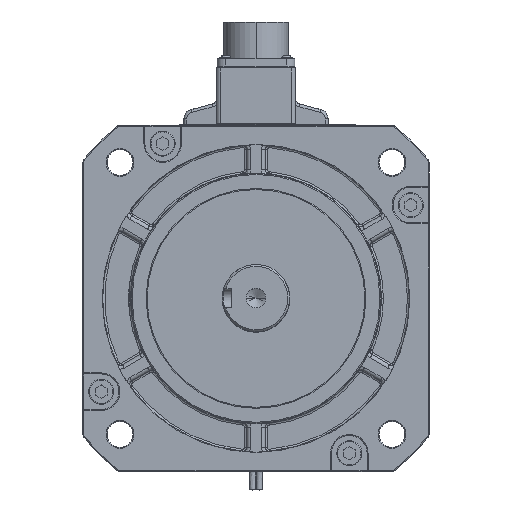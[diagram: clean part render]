
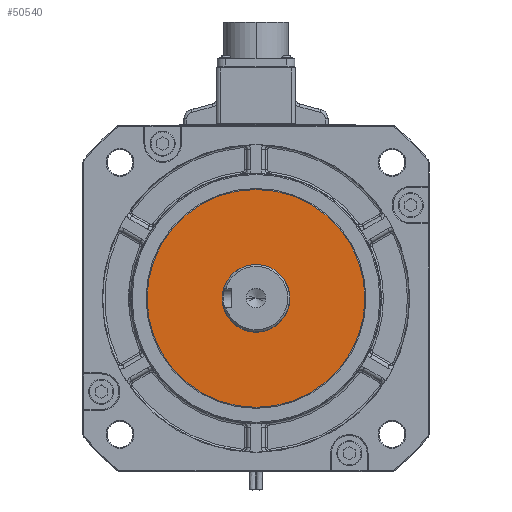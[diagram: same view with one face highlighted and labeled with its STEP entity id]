
A CAD part, top view. The second image highlights one B-rep face of the part: STEP entity #50540.
In plain terms, the highlighted planar face has unit normal (0, 0, 1).
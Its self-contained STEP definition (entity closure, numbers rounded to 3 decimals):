
#44 = CARTESIAN_POINT ( 'NONE',  ( 17.6, 0., 67.7 ) ) ;
#3277 = DIRECTION ( 'NONE',  ( 0., 0., 1. ) ) ;
#5731 = AXIS2_PLACEMENT_3D ( 'NONE', #101066, #45586, #61850 ) ;
#8735 = CARTESIAN_POINT ( 'NONE',  ( 56.65, 0., 67.7 ) ) ;
#14809 = PLANE ( 'NONE',  #97793 ) ;
#15210 = FACE_OUTER_BOUND ( 'NONE', #68116, .T. ) ;
#15485 = DIRECTION ( 'NONE',  ( 0., 0., 1. ) ) ;
#16245 = VERTEX_POINT ( 'NONE', #47170 ) ;
#16917 = AXIS2_PLACEMENT_3D ( 'NONE', #98085, #104826, #25223 ) ;
#24487 = CIRCLE ( 'NONE', #80172, 17.6 ) ;
#25223 = DIRECTION ( 'NONE',  ( -1., 0., 0. ) ) ;
#28027 = DIRECTION ( 'NONE',  ( 0., 0., 1. ) ) ;
#31666 = ORIENTED_EDGE ( 'NONE', *, *, #46913, .T. ) ;
#33784 = CIRCLE ( 'NONE', #16917, 17.6 ) ;
#44313 = DIRECTION ( 'NONE',  ( 1., 0., 0. ) ) ;
#44809 = ORIENTED_EDGE ( 'NONE', *, *, #78916, .F. ) ;
#45586 = DIRECTION ( 'NONE',  ( 0., 0., 1. ) ) ;
#46913 = EDGE_CURVE ( 'NONE', #81705, #86181, #51198, .T. ) ;
#47170 = CARTESIAN_POINT ( 'NONE',  ( -17.6, 0., 67.7 ) ) ;
#50540 = ADVANCED_FACE ( 'NONE', ( #54550, #15210 ), #14809, .T. ) ;
#51198 = CIRCLE ( 'NONE', #74667, 56.65 ) ;
#52136 = DIRECTION ( 'NONE',  ( -1., 0., 0. ) ) ;
#54550 = FACE_BOUND ( 'NONE', #68101, .T. ) ;
#60672 = EDGE_CURVE ( 'NONE', #16245, #101037, #24487, .T. ) ;
#61850 = DIRECTION ( 'NONE',  ( 1., 0., 0. ) ) ;
#62829 = CARTESIAN_POINT ( 'NONE',  ( -56.65, 0., 67.7 ) ) ;
#64004 = CARTESIAN_POINT ( 'NONE',  ( 52.5, 0., 67.7 ) ) ;
#67184 = ORIENTED_EDGE ( 'NONE', *, *, #60672, .F. ) ;
#68101 = EDGE_LOOP ( 'NONE', ( #44809, #67184 ) ) ;
#68116 = EDGE_LOOP ( 'NONE', ( #100811, #31666 ) ) ;
#74667 = AXIS2_PLACEMENT_3D ( 'NONE', #84970, #28027, #44313 ) ;
#78916 = EDGE_CURVE ( 'NONE', #101037, #16245, #33784, .T. ) ;
#80172 = AXIS2_PLACEMENT_3D ( 'NONE', #93456, #3277, #52136 ) ;
#81705 = VERTEX_POINT ( 'NONE', #8735 ) ;
#84970 = CARTESIAN_POINT ( 'NONE',  ( 0., 0., 67.7 ) ) ;
#86181 = VERTEX_POINT ( 'NONE', #62829 ) ;
#88391 = DIRECTION ( 'NONE',  ( 1., 0., 0. ) ) ;
#93456 = CARTESIAN_POINT ( 'NONE',  ( 0., 0., 67.7 ) ) ;
#97793 = AXIS2_PLACEMENT_3D ( 'NONE', #64004, #15485, #88391 ) ;
#98085 = CARTESIAN_POINT ( 'NONE',  ( 0., 0., 67.7 ) ) ;
#100811 = ORIENTED_EDGE ( 'NONE', *, *, #102027, .T. ) ;
#101037 = VERTEX_POINT ( 'NONE', #44 ) ;
#101066 = CARTESIAN_POINT ( 'NONE',  ( 0., 0., 67.7 ) ) ;
#102027 = EDGE_CURVE ( 'NONE', #86181, #81705, #102990, .T. ) ;
#102990 = CIRCLE ( 'NONE', #5731, 56.65 ) ;
#104826 = DIRECTION ( 'NONE',  ( 0., 0., 1. ) ) ;
